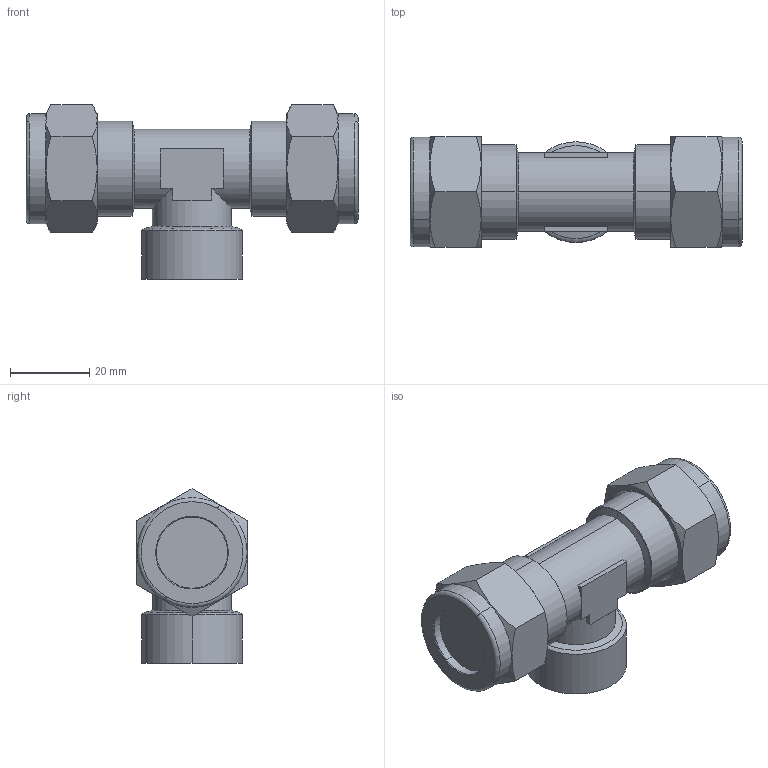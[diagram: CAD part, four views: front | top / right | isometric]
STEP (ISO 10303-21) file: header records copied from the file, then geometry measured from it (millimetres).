
FILE_DESCRIPTION (( 'STEP AP214' ), '1' );
FILE_NAME ('1024000016.step', '2013-02-25T17:13:14', ( '' ), ( '' ), 'SwSTEP 2.0', 'SolidWorks 2012', '' );
FILE_SCHEMA (( 'AUTOMOTIVE_DESIGN' ));
Length unit declared in the file: millimetre
Products named in the file (1): 1024000016
Bounding box: 84 x 28 x 44.17 mm (x, y, z)
Volume: 48089.4 mm3; surface area: 10855.7 mm2
Topology: 1 solids, 1 shells, 104 faces, 237 edges, 140 vertices
Faces by surface type: plane 44, cone 32, cylinder 18, torus 10
Entity records: 3117 total; most frequent: CARTESIAN_POINT 774, DIRECTION 497, ORIENTED_EDGE 474, EDGE_CURVE 237, AXIS2_PLACEMENT_3D 199, VERTEX_POINT 140, EDGE_LOOP 109, FACE_OUTER_BOUND 104
